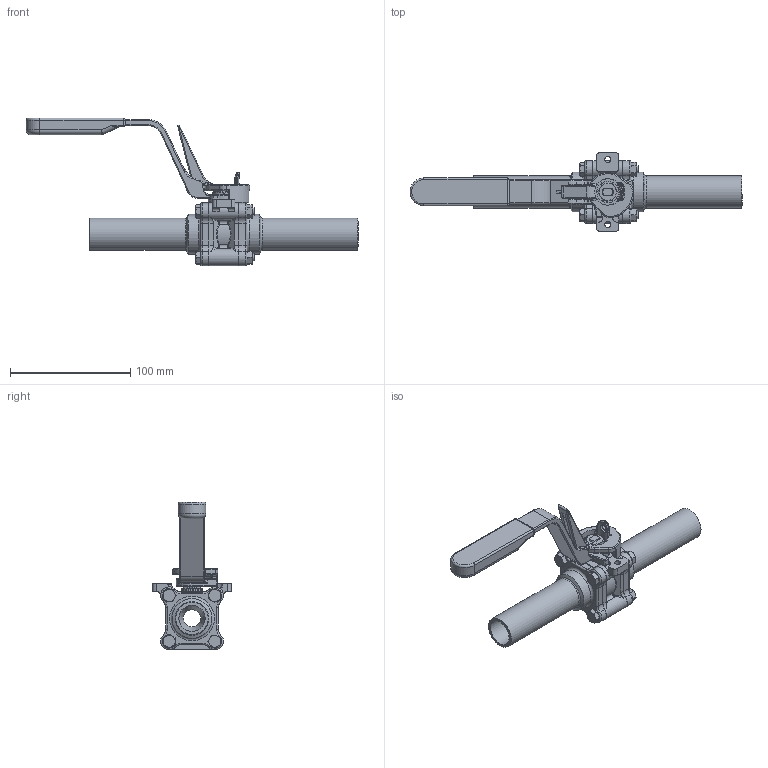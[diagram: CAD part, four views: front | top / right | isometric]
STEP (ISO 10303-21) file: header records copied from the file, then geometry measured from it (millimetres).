
FILE_DESCRIPTION(/* description */ (''),/* implementation_level */ '2;1');
FILE_NAME(/* name */ 'GA-A44-07-XBJ-LW.stp',/* time_stamp */ '2020-07-24T17:08:22+06:00',/* author */ ('10157457'),/* organization */ (''),/* preprocessor_version */ 'ST-DEVELOPER v16.1',/* originating_system */ 'Autodesk Inventor 2016',/* authorisation */ '');
FILE_SCHEMA (('AUTOMOTIVE_DESIGN { 1 0 10303 214 3 1 1 }'));
Length unit declared in the file: inch
Products named in the file (1): GA-A44-07-XBJ-LW
Bounding box: 276.18 x 65.65 x 122.78 mm (x, y, z)
Volume: 177229.8 mm3; surface area: 64993.3 mm2
Topology: 1 solids, 4 shells, 890 faces, 2203 edges, 1311 vertices
Faces by surface type: plane 333, cylinder 276, cone 113, torus 94, bspline 58, sphere 16
Full cylindrical faces by diameter (mm): 0.8 x2, 4.05 x2, 4.917 x2, 6 x4, 6.4 x2, 7 x1, 14.095 x1, 14.17 x1, 14.35 x1, 20 x1, 21.825 x2, 26.825 x2, 33.175 x2
Entity records: 28426 total; most frequent: CARTESIAN_POINT 7185, DIRECTION 4339, ORIENTED_EDGE 4254, EDGE_CURVE 2126, AXIS2_PLACEMENT_3D 1720, VERTEX_POINT 1298, EDGE_LOOP 979, LINE 899
